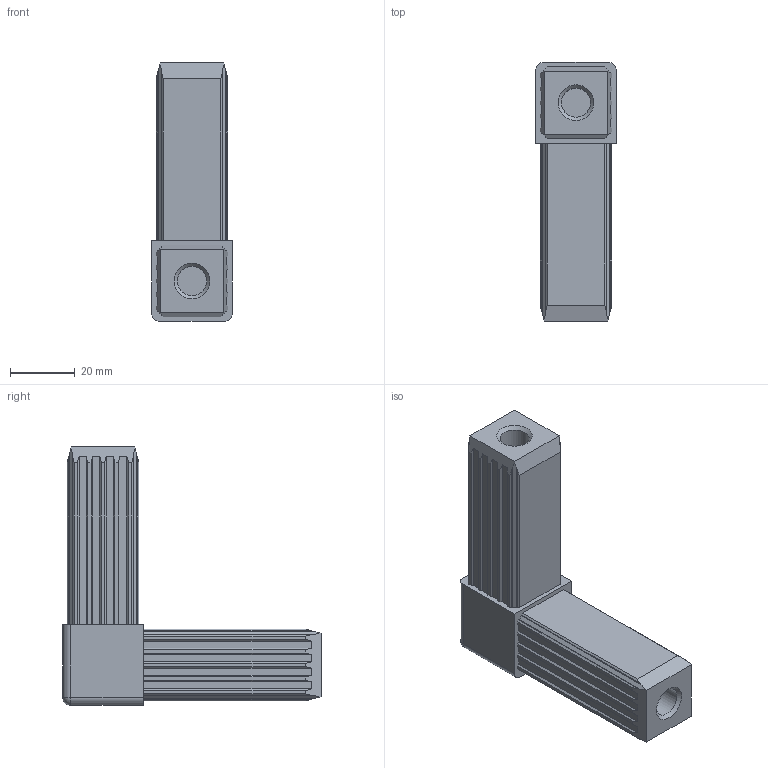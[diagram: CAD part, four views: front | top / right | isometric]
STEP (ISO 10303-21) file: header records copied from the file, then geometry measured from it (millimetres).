
FILE_DESCRIPTION(/* description */ ('GIUNZIONE Q25-2VA x INOX NYLON ALL. 30'),/* implementation_level */ '2;1');
FILE_NAME(/* name */ 'DGIPD0000042-XF32505X.stp',/* time_stamp */ '2019-12-17T15:47:46+01:00',/* author */ ('fzagni'),/* organization */ (''),/* preprocessor_version */ 'ST-DEVELOPER v17.2',/* originating_system */ 'Autodesk Inventor 2019',/* authorisation */ '');
FILE_SCHEMA (('AUTOMOTIVE_DESIGN { 1 0 10303 214 3 1 1 }'));
Length unit declared in the file: millimetre
Products named in the file (1): DGIPD0000042
Bounding box: 25 x 80 x 80 mm (x, y, z)
Volume: 58679.9 mm3; surface area: 16630.9 mm2
Topology: 1 solids, 1 shells, 141 faces, 397 edges, 262 vertices
Faces by surface type: plane 130, cylinder 7, cone 2, sphere 2
Full cylindrical faces by diameter (mm): 9 x2
Entity records: 4504 total; most frequent: CARTESIAN_POINT 801, ORIENTED_EDGE 794, DIRECTION 697, EDGE_CURVE 397, LINE 381, VECTOR 381, VERTEX_POINT 262, AXIS2_PLACEMENT_3D 158
